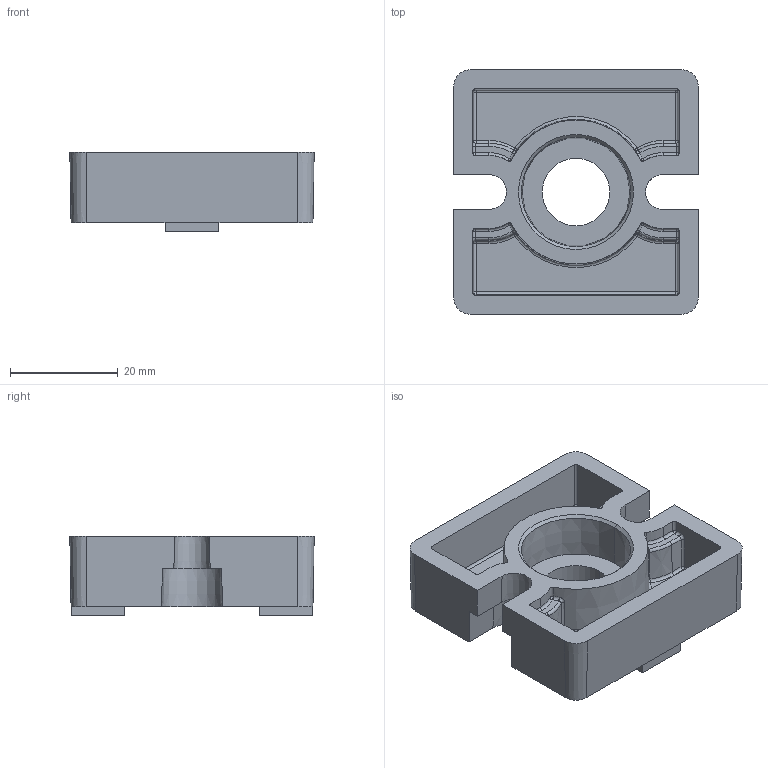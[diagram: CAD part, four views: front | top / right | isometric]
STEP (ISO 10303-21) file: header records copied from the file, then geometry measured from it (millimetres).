
FILE_DESCRIPTION (( 'STEP AP214' ), '1' );
FILE_NAME ('099e45451012r.STEP', '2012-11-19T12:30:47', ( '' ), ( '' ), 'SwSTEP 2.0', 'SolidWorks 2012', '' );
FILE_SCHEMA (( 'AUTOMOTIVE_DESIGN' ));
Length unit declared in the file: millimetre
Products named in the file (1): 099e45451012r
Bounding box: 45.25 x 45.25 x 14.7 mm (x, y, z)
Volume: 14553 mm3; surface area: 8952.1 mm2
Topology: 1 solids, 1 shells, 163 faces, 380 edges, 222 vertices
Faces by surface type: plane 49, cylinder 36, cone 24, sphere 20, torus 18, bspline 16
Entity records: 4912 total; most frequent: CARTESIAN_POINT 1226, DIRECTION 792, ORIENTED_EDGE 760, EDGE_CURVE 380, AXIS2_PLACEMENT_3D 308, VERTEX_POINT 222, LINE 176, VECTOR 176
